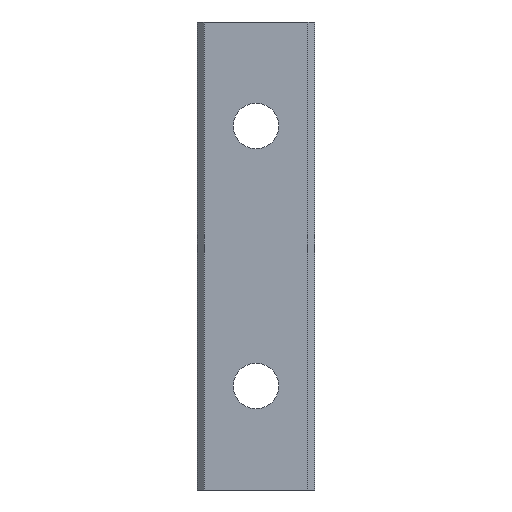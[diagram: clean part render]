
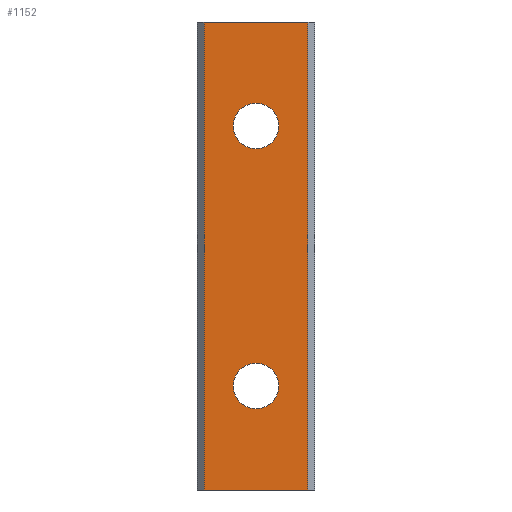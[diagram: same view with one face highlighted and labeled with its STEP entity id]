
A CAD part, front view. The second image highlights one B-rep face of the part: STEP entity #1152.
In plain terms, the highlighted planar face has unit normal (0, -1, 0).
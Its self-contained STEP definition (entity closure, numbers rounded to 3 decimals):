
#3 = ORIENTED_EDGE ( 'NONE', *, *, #228, .F. ) ;
#4 = ORIENTED_EDGE ( 'NONE', *, *, #233, .F. ) ;
#7 = ORIENTED_EDGE ( 'NONE', *, *, #230, .T. ) ;
#81 = ORIENTED_EDGE ( 'NONE', *, *, #1032, .T. ) ;
#93 = EDGE_LOOP ( 'NONE', ( #81, #150 ) ) ;
#94 = EDGE_LOOP ( 'NONE', ( #358, #7 ) ) ;
#116 = EDGE_LOOP ( 'NONE', ( #3, #4, #263, #264 ) ) ;
#150 = ORIENTED_EDGE ( 'NONE', *, *, #235, .T. ) ;
#228 = EDGE_CURVE ( 'NONE', #295, #307, #421, .T. ) ;
#230 = EDGE_CURVE ( 'NONE', #310, #314, #427, .T. ) ;
#233 = EDGE_CURVE ( 'NONE', #299, #295, #430, .T. ) ;
#235 = EDGE_CURVE ( 'NONE', #308, #328, #436, .T. ) ;
#253 = EDGE_CURVE ( 'NONE', #314, #310, #462, .T. ) ;
#259 = EDGE_CURVE ( 'NONE', #302, #307, #459, .T. ) ;
#263 = ORIENTED_EDGE ( 'NONE', *, *, #1048, .T. ) ;
#264 = ORIENTED_EDGE ( 'NONE', *, *, #259, .T. ) ;
#295 = VERTEX_POINT ( 'NONE', #774 ) ;
#299 = VERTEX_POINT ( 'NONE', #777 ) ;
#302 = VERTEX_POINT ( 'NONE', #780 ) ;
#307 = VERTEX_POINT ( 'NONE', #785 ) ;
#308 = VERTEX_POINT ( 'NONE', #786 ) ;
#310 = VERTEX_POINT ( 'NONE', #788 ) ;
#314 = VERTEX_POINT ( 'NONE', #792 ) ;
#328 = VERTEX_POINT ( 'NONE', #806 ) ;
#358 = ORIENTED_EDGE ( 'NONE', *, *, #253, .T. ) ;
#418 = VECTOR ( 'NONE', #695, 1000. ) ;
#420 = VECTOR ( 'NONE', #707, 1000. ) ;
#421 = LINE ( 'NONE', #689, #418 ) ;
#427 = CIRCLE ( 'NONE', #1073, 1.75 ) ;
#430 = LINE ( 'NONE', #700, #420 ) ;
#436 = CIRCLE ( 'NONE', #1074, 1.75 ) ;
#459 = LINE ( 'NONE', #762, #468 ) ;
#462 = CIRCLE ( 'NONE', #1077, 1.75 ) ;
#468 = VECTOR ( 'NONE', #764, 1000. ) ;
#482 = CIRCLE ( 'NONE', #1091, 1.75 ) ;
#507 = LINE ( 'NONE', #878, #508 ) ;
#508 = VECTOR ( 'NONE', #879, 1000. ) ;
#547 = FACE_OUTER_BOUND ( 'NONE', #116, .T. ) ;
#564 = FACE_BOUND ( 'NONE', #94, .T. ) ;
#568 = FACE_BOUND ( 'NONE', #93, .T. ) ;
#689 = CARTESIAN_POINT ( 'NONE',  ( 4., 0., 0. ) ) ;
#694 = CARTESIAN_POINT ( 'NONE',  ( 0., 0., -8. ) ) ;
#695 = DIRECTION ( 'NONE',  ( 1., 0., 0. ) ) ;
#698 = DIRECTION ( 'NONE',  ( 0., 1., 0. ) ) ;
#699 = DIRECTION ( 'NONE',  ( 0., 0., 1. ) ) ;
#700 = CARTESIAN_POINT ( 'NONE',  ( -4., 0., -36. ) ) ;
#707 = DIRECTION ( 'NONE',  ( 0., 0., 1. ) ) ;
#708 = CARTESIAN_POINT ( 'NONE',  ( 0., 0., -28. ) ) ;
#710 = DIRECTION ( 'NONE',  ( 0., 1., 0. ) ) ;
#711 = DIRECTION ( 'NONE',  ( 0., 0., 1. ) ) ;
#742 = CARTESIAN_POINT ( 'NONE',  ( 0., 0., -8. ) ) ;
#751 = DIRECTION ( 'NONE',  ( 0., 1., 0. ) ) ;
#752 = DIRECTION ( 'NONE',  ( 0., 0., 1. ) ) ;
#762 = CARTESIAN_POINT ( 'NONE',  ( 4., 0., -36. ) ) ;
#764 = DIRECTION ( 'NONE',  ( 0., 0., 1. ) ) ;
#774 = CARTESIAN_POINT ( 'NONE',  ( -4., 0., 0. ) ) ;
#777 = CARTESIAN_POINT ( 'NONE',  ( -4., 0., -36. ) ) ;
#780 = CARTESIAN_POINT ( 'NONE',  ( 4., 0., -36. ) ) ;
#785 = CARTESIAN_POINT ( 'NONE',  ( 4., 0., 0. ) ) ;
#786 = CARTESIAN_POINT ( 'NONE',  ( 0., 0., -29.75 ) ) ;
#788 = CARTESIAN_POINT ( 'NONE',  ( 0., 0., -9.75 ) ) ;
#792 = CARTESIAN_POINT ( 'NONE',  ( 0., 0., -6.25 ) ) ;
#806 = CARTESIAN_POINT ( 'NONE',  ( 0., 0., -26.25 ) ) ;
#841 = CARTESIAN_POINT ( 'NONE',  ( 0., 0., -28. ) ) ;
#842 = DIRECTION ( 'NONE',  ( 0., 1., 0. ) ) ;
#843 = DIRECTION ( 'NONE',  ( 0., 0., 1. ) ) ;
#878 = CARTESIAN_POINT ( 'NONE',  ( 4., 0., -36. ) ) ;
#879 = DIRECTION ( 'NONE',  ( 1., 0., 0. ) ) ;
#979 = PLANE ( 'NONE',  #1110 ) ;
#980 = CARTESIAN_POINT ( 'NONE',  ( 4., 0., -36. ) ) ;
#981 = DIRECTION ( 'NONE',  ( 0., -1., 0. ) ) ;
#982 = DIRECTION ( 'NONE',  ( 1., 0., 0. ) ) ;
#1032 = EDGE_CURVE ( 'NONE', #328, #308, #482, .T. ) ;
#1048 = EDGE_CURVE ( 'NONE', #299, #302, #507, .T. ) ;
#1073 = AXIS2_PLACEMENT_3D ( 'NONE', #694, #698, #699 ) ;
#1074 = AXIS2_PLACEMENT_3D ( 'NONE', #708, #710, #711 ) ;
#1077 = AXIS2_PLACEMENT_3D ( 'NONE', #742, #751, #752 ) ;
#1091 = AXIS2_PLACEMENT_3D ( 'NONE', #841, #842, #843 ) ;
#1110 = AXIS2_PLACEMENT_3D ( 'NONE', #980, #981, #982 ) ;
#1152 = ADVANCED_FACE ( 'NONE', ( #564, #547, #568 ), #979, .T. ) ;
